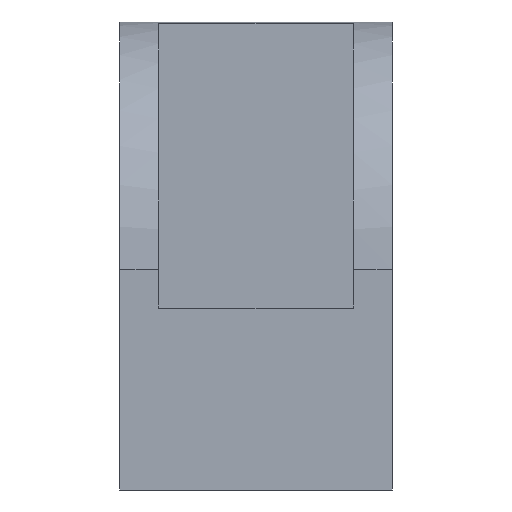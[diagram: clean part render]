
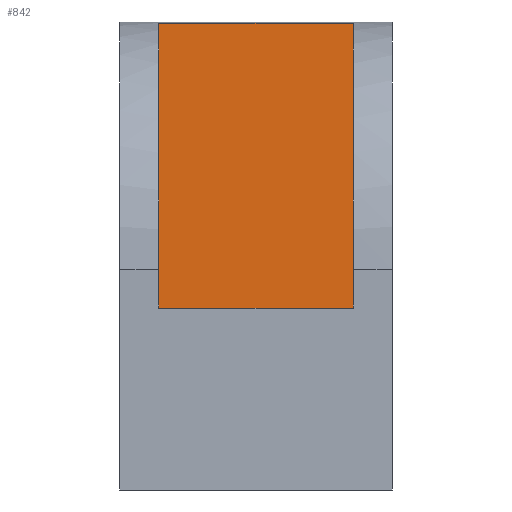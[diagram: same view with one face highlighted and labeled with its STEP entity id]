
A CAD part, front view. The second image highlights one B-rep face of the part: STEP entity #842.
In plain terms, the highlighted planar face has unit normal (0, -1, 0).
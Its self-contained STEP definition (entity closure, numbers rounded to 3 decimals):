
#660=CARTESIAN_POINT('',(-0.295,-1.525,1.414));
#661=VERTEX_POINT('',#660);
#669=CARTESIAN_POINT('',(0.295,-1.525,1.414));
#670=VERTEX_POINT('',#669);
#671=CARTESIAN_POINT('',(-0.295,-1.525,1.414));
#672=DIRECTION('',(1.0,0.0,0.0));
#673=VECTOR('',#672,0.59);
#674=LINE('',#671,#673);
#675=EDGE_CURVE('',#661,#670,#674,.T.);
#794=CARTESIAN_POINT('',(0.295,-1.525,0.551));
#795=VERTEX_POINT('',#794);
#796=CARTESIAN_POINT('',(0.295,-1.525,1.414));
#797=DIRECTION('',(0.0,0.0,-1.0));
#798=VECTOR('',#797,0.863);
#799=LINE('',#796,#798);
#800=EDGE_CURVE('',#670,#795,#799,.T.);
#819=CARTESIAN_POINT('',(0.295,-1.525,1.417));
#820=DIRECTION('',(0.0,1.0,0.0));
#821=DIRECTION('',(0.0,0.0,1.0));
#822=AXIS2_PLACEMENT_3D('',#819,#820,#821);
#823=PLANE('',#822);
#824=ORIENTED_EDGE('',*,*,#675,.F.);
#825=CARTESIAN_POINT('',(-0.295,-1.525,0.551));
#826=VERTEX_POINT('',#825);
#827=CARTESIAN_POINT('',(-0.295,-1.525,1.414));
#828=DIRECTION('',(0.0,0.0,-1.0));
#829=VECTOR('',#828,0.863);
#830=LINE('',#827,#829);
#831=EDGE_CURVE('',#661,#826,#830,.T.);
#832=ORIENTED_EDGE('',*,*,#831,.T.);
#833=CARTESIAN_POINT('',(0.295,-1.525,0.551));
#834=DIRECTION('',(-1.0,0.0,0.0));
#835=VECTOR('',#834,0.59);
#836=LINE('',#833,#835);
#837=EDGE_CURVE('',#795,#826,#836,.T.);
#838=ORIENTED_EDGE('',*,*,#837,.F.);
#839=ORIENTED_EDGE('',*,*,#800,.F.);
#840=EDGE_LOOP('',(#824,#832,#838,#839));
#841=FACE_OUTER_BOUND('',#840,.T.);
#842=ADVANCED_FACE('',(#841),#823,.F.);
